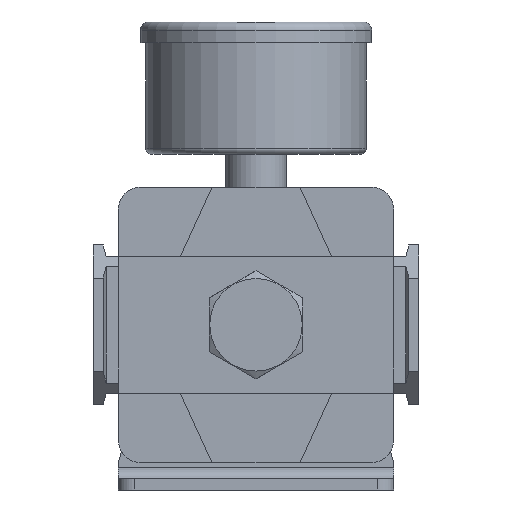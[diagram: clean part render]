
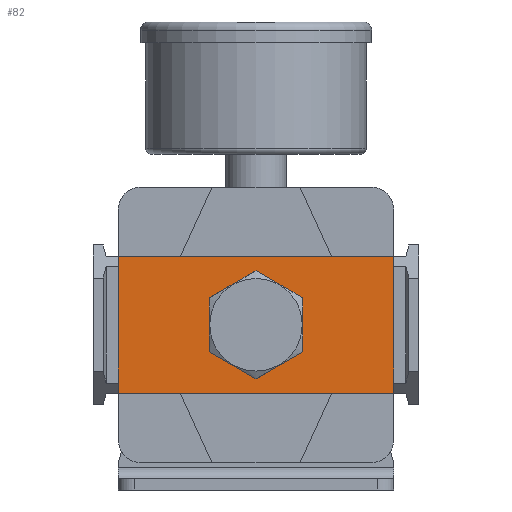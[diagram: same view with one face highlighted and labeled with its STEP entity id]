
A CAD part, front view. The second image highlights one B-rep face of the part: STEP entity #82.
In plain terms, the highlighted planar face has unit normal (0, -1, 0).
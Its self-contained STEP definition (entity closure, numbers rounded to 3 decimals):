
#82 = ADVANCED_FACE( '', ( #319, #320 ), #321, .F. );
#319 = FACE_OUTER_BOUND( '', #848, .T. );
#320 = FACE_BOUND( '', #849, .T. );
#321 = PLANE( '', #850 );
#848 = EDGE_LOOP( '', ( #1414, #1415, #1416, #1417 ) );
#849 = EDGE_LOOP( '', ( #1418 ) );
#850 = AXIS2_PLACEMENT_3D( '', #1419, #1420, #1421 );
#1414 = ORIENTED_EDGE( '', *, *, #3138, .F. );
#1415 = ORIENTED_EDGE( '', *, *, #3139, .F. );
#1416 = ORIENTED_EDGE( '', *, *, #3140, .F. );
#1417 = ORIENTED_EDGE( '', *, *, #3141, .T. );
#1418 = ORIENTED_EDGE( '', *, *, #3120, .F. );
#1419 = CARTESIAN_POINT( '', ( -21., -14.5, -21. ) );
#1420 = DIRECTION( '', ( 0., 1., 0. ) );
#1421 = DIRECTION( '', ( 0., 0., 1. ) );
#3120 = EDGE_CURVE( '', #3661, #3661, #3662, .F. );
#3138 = EDGE_CURVE( '', #3695, #3696, #3697, .T. );
#3139 = EDGE_CURVE( '', #3698, #3695, #3699, .T. );
#3140 = EDGE_CURVE( '', #3700, #3698, #3701, .T. );
#3141 = EDGE_CURVE( '', #3700, #3696, #3702, .T. );
#3661 = VERTEX_POINT( '', #4642 );
#3662 = CIRCLE( '', #4643, 8.4 );
#3695 = VERTEX_POINT( '', #4761 );
#3696 = VERTEX_POINT( '', #4762 );
#3697 = LINE( '', #4763, #4764 );
#3698 = VERTEX_POINT( '', #4765 );
#3699 = LINE( '', #4766, #4767 );
#3700 = VERTEX_POINT( '', #4768 );
#3701 = LINE( '', #4769, #4770 );
#3702 = LINE( '', #4771, #4772 );
#4642 = CARTESIAN_POINT( '', ( 0., -14.5, 8.4 ) );
#4643 = AXIS2_PLACEMENT_3D( '', #6164, #6165, #6166 );
#4761 = CARTESIAN_POINT( '', ( -25., -14.5, -12.4 ) );
#4762 = CARTESIAN_POINT( '', ( -25., -14.5, 12.4 ) );
#4763 = CARTESIAN_POINT( '', ( -25., -14.5, -21. ) );
#4764 = VECTOR( '', #6176, 1000. );
#4765 = CARTESIAN_POINT( '', ( 25., -14.5, -12.4 ) );
#4766 = CARTESIAN_POINT( '', ( 25., -14.5, -12.4 ) );
#4767 = VECTOR( '', #6177, 1000. );
#4768 = CARTESIAN_POINT( '', ( 25., -14.5, 12.4 ) );
#4769 = CARTESIAN_POINT( '', ( 25., -14.5, 21. ) );
#4770 = VECTOR( '', #6178, 1000. );
#4771 = CARTESIAN_POINT( '', ( 25., -14.5, 12.4 ) );
#4772 = VECTOR( '', #6179, 1000. );
#6164 = CARTESIAN_POINT( '', ( 0., -14.5, 0. ) );
#6165 = DIRECTION( '', ( 0., 1., 0. ) );
#6166 = DIRECTION( '', ( 0., 0., 1. ) );
#6176 = DIRECTION( '', ( 0., 0., 1. ) );
#6177 = DIRECTION( '', ( -1., 0., 0. ) );
#6178 = DIRECTION( '', ( 0., 0., -1. ) );
#6179 = DIRECTION( '', ( -1., 0., 0. ) );
